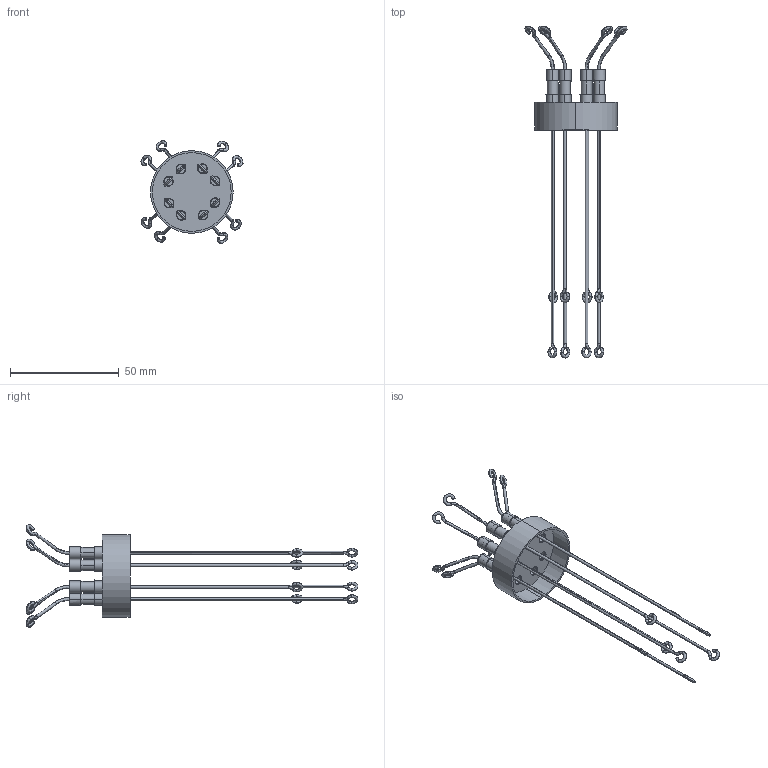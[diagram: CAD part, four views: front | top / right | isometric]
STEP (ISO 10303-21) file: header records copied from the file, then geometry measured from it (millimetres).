
FILE_DESCRIPTION (( 'STEP AP203' ), '1' );
FILE_NAME ('A0788-2-W.STEP', '2013-04-01T11:25:52', ( '' ), ( '' ), 'SwSTEP 2.0', 'SolidWorks 2012', '' );
FILE_SCHEMA (( 'CONFIG_CONTROL_DESIGN' ));
Length unit declared in the file: inch
Products named in the file (1): A0788-2-W
Bounding box: 46.96 x 152.77 x 47.15 mm (x, y, z)
Volume: 8151.5 mm3; surface area: 12477.9 mm2
Topology: 1 solids, 9 shells, 443 faces, 998 edges, 622 vertices
Faces by surface type: cylinder 160, bspline 136, cone 80, plane 67
Entity records: 14821 total; most frequent: CARTESIAN_POINT 4872, DIRECTION 2244, ORIENTED_EDGE 1996, AXIS2_PLACEMENT_3D 1002, EDGE_CURVE 998, CIRCLE 694, VERTEX_POINT 622, EDGE_LOOP 508
